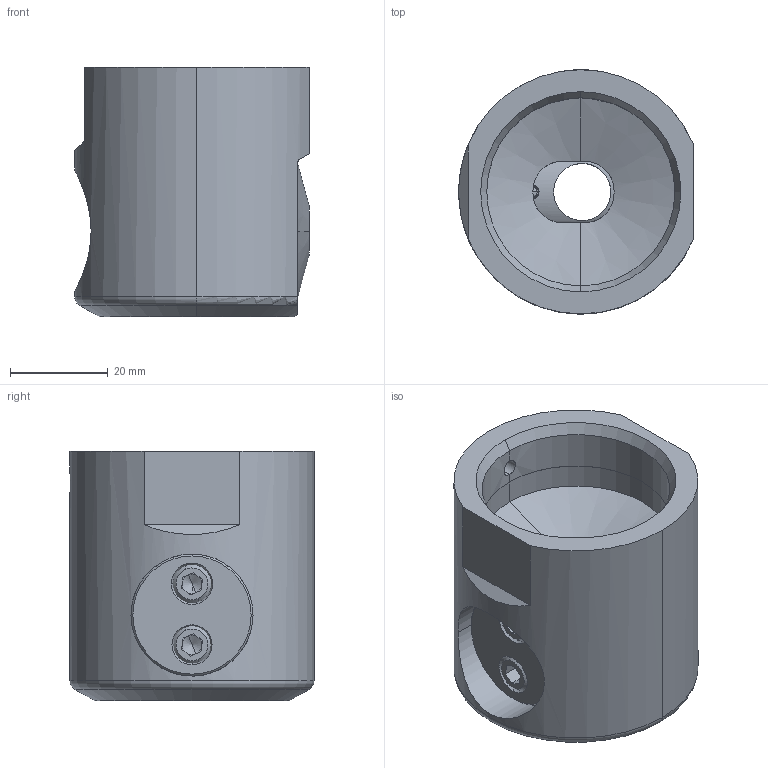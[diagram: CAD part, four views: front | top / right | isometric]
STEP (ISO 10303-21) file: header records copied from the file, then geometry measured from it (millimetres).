
FILE_DESCRIPTION(('no description'),'unknown implementation level');
FILE_NAME('9E7C78DD-9BD7-4F71-A5A2-59CE3AC7A7F5_export.stp',' ',('CIMSOURCE GmbH'),('CADClick - KiM GmbH - www.kimweb.de'),'unknown preprocess','ACIS','unknown authorization');
FILE_SCHEMA(('automotive_design'));
Length unit declared in the file: millimetre
Products named in the file (7): 112.304A Kaiser EWN 2-32 X ES32|112.334 Kaiser Werkzeugk�rper EWN2-32xES32_Standard;NONE; 112.304A Kaiser EWN 2-32 X ES32|112.035 Kaiser Zustelleinheit metr. EWN2-32_Standard|112.357 Kaiser RTL �6.7 X 7.3_Standard;NONE; 112.304A Kaiser EWN 2-32 X ES32|112.035 Kaiser Zustelleinheit metr. EWN2-32_Standard|691.375 Kaiser ETL �4 X 14K_Standard;NONE; 112.304A Kaiser EWN 2-32 X ES32|112.035 Kaiser Zustelleinheit metr. EWN2-32_Standard|690.460 Kaiser ETL M8 X 6D_Standard;NONE; 112.304A Kaiser EWN 2-32 X ES32|112.035 Kaiser Zustelleinheit metr. EWN2-32_Standard|112.364 Kaiser Werkzeugtr�ger EWN2-32_Standard;NONE
Bounding box: 48.03 x 50 x 51 mm (x, y, z)
Volume: 66125.1 mm3; surface area: 22298.5 mm2
Topology: 7 solids, 7 shells, 177 faces, 428 edges, 254 vertices
Faces by surface type: plane 65, cylinder 53, cone 36, bspline 20, torus 3
Entity records: 12703 total; most frequent: CARTESIAN_POINT 3886, STYLED_ITEM 851, PRESENTATION_STYLE_ASSIGNMENT 851, COLOUR_RGB 851, ORIENTED_EDGE 840, DIRECTION 766, EDGE_CURVE 420, CURVE_STYLE 420
